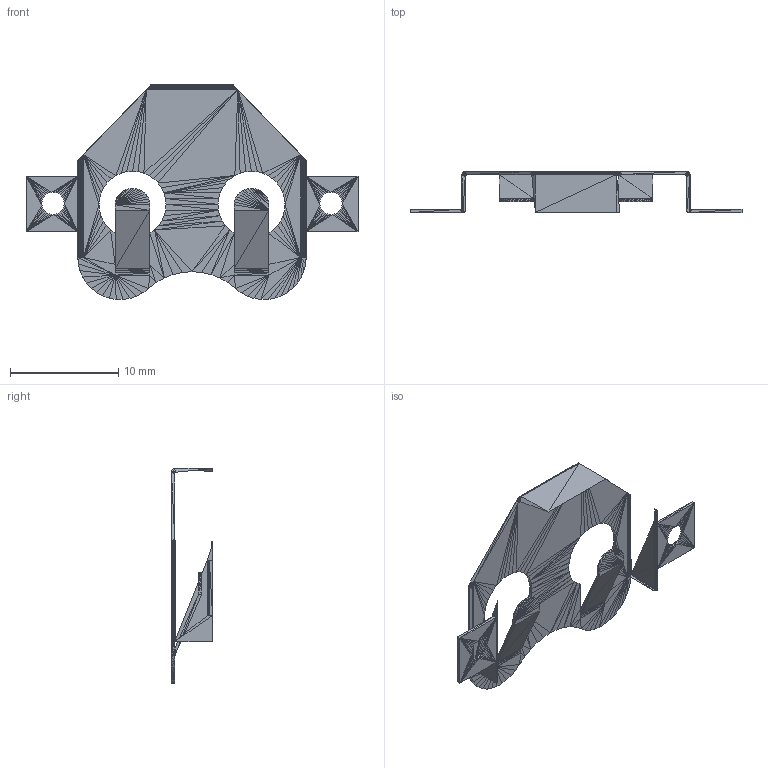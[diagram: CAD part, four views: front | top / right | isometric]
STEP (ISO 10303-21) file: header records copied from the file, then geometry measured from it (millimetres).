
FILE_DESCRIPTION(('FreeCAD Model'),'2;1');
FILE_NAME('BAT_2023_Holder.step', '2017-07-18T11:51:58',('Author'),(''), 'Open CASCADE STEP processor 6.8','FreeCAD','Unknown');
FILE_SCHEMA(('AUTOMOTIVE_DESIGN_CC2 { 1 2 10303 214 -1 1 5 4 }'));
Length unit declared in the file: millimetre
Products named in the file (2): ASSEMBLY; surface_mount_bat_hold001_(Solid)
Assembly tree (1 placements, depth 2):
  ASSEMBLY
    surface_mount_bat_hold001_(Solid)
Bounding box: 30.7 x 3.8 x 19.88 mm (x, y, z)
Surface area: 816 mm2 (no closed solid volume)
Topology: 0 solids, 1 shells, 1392 faces, 2124 edges, 719 vertices
Faces by surface type: plane 1392
Entity records: 52649 total; most frequent: CARTESIAN_POINT 10495, DIRECTION 7040, LINE 4252, VECTOR 4252, ORIENTED_EDGE 4191, PCURVE 4191, DEFINITIONAL_REPRESENTATION 4191, EDGE_CURVE 2126
